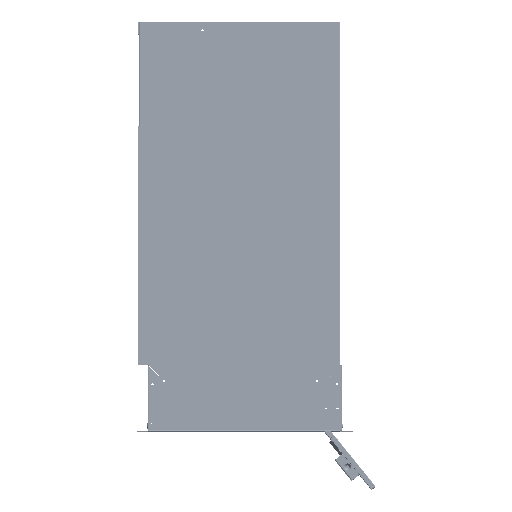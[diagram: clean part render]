
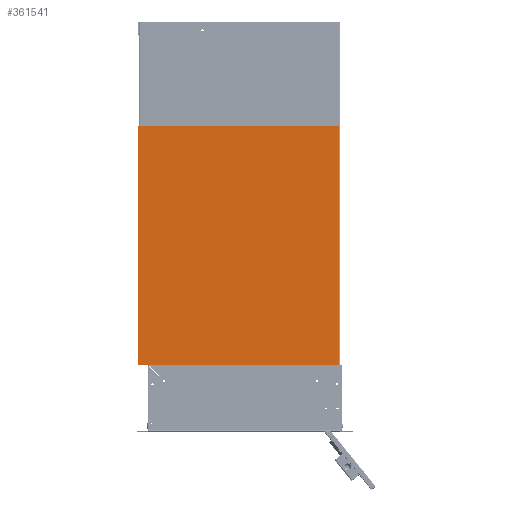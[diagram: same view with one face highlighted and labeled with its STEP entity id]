
A CAD part, top view. The second image highlights one B-rep face of the part: STEP entity #361541.
In plain terms, the highlighted planar face has unit normal (0, 0, 1).
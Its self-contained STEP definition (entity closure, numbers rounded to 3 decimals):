
#10969 = ORIENTED_EDGE ( 'NONE', *, *, #287782, .T. ) ;
#12684 = AXIS2_PLACEMENT_3D ( 'NONE', #402799, #188083, #438938 ) ;
#24788 = CARTESIAN_POINT ( 'NONE',  ( -272.8, -70.8, 127.25 ) ) ;
#27581 = VECTOR ( 'NONE', #423113, 1000. ) ;
#57368 = DIRECTION ( 'NONE',  ( 0., -1., 0. ) ) ;
#64519 = VECTOR ( 'NONE', #454334, 1000. ) ;
#87449 = EDGE_CURVE ( 'NONE', #116396, #178488, #283218, .T. ) ;
#92507 = VECTOR ( 'NONE', #227454, 1000. ) ;
#116396 = VERTEX_POINT ( 'NONE', #368762 ) ;
#139065 = VECTOR ( 'NONE', #57368, 1000. ) ;
#163880 = CARTESIAN_POINT ( 'NONE',  ( -271.6, 249.2, 127.25 ) ) ;
#168882 = FACE_OUTER_BOUND ( 'NONE', #234976, .T. ) ;
#178488 = VERTEX_POINT ( 'NONE', #201357 ) ;
#188083 = DIRECTION ( 'NONE',  ( 0., 0., -1. ) ) ;
#192986 = EDGE_CURVE ( 'NONE', #438171, #391274, #361897, .T. ) ;
#200508 = CARTESIAN_POINT ( 'NONE',  ( -271.6, -70.8, 127.25 ) ) ;
#201357 = CARTESIAN_POINT ( 'NONE',  ( -2., 249.2, 127.25 ) ) ;
#222489 = PLANE ( 'NONE',  #12684 ) ;
#227454 = DIRECTION ( 'NONE',  ( 1., 0., 0. ) ) ;
#234976 = EDGE_LOOP ( 'NONE', ( #268411, #343357, #338721, #10969 ) ) ;
#268411 = ORIENTED_EDGE ( 'NONE', *, *, #192986, .T. ) ;
#283218 = LINE ( 'NONE', #442401, #92507 ) ;
#287782 = EDGE_CURVE ( 'NONE', #116396, #438171, #413670, .T. ) ;
#313665 = LINE ( 'NONE', #318082, #27581 ) ;
#318082 = CARTESIAN_POINT ( 'NONE',  ( -2., 249.2, 127.25 ) ) ;
#338721 = ORIENTED_EDGE ( 'NONE', *, *, #87449, .F. ) ;
#342179 = CARTESIAN_POINT ( 'NONE',  ( -2., -70.8, 127.25 ) ) ;
#343357 = ORIENTED_EDGE ( 'NONE', *, *, #458780, .F. ) ;
#361541 = ADVANCED_FACE ( 'NONE', ( #168882 ), #222489, .F. ) ;
#361897 = LINE ( 'NONE', #24788, #64519 ) ;
#368762 = CARTESIAN_POINT ( 'NONE',  ( -271.6, 249.2, 127.25 ) ) ;
#391274 = VERTEX_POINT ( 'NONE', #342179 ) ;
#402799 = CARTESIAN_POINT ( 'NONE',  ( -272.8, 249.2, 127.25 ) ) ;
#413670 = LINE ( 'NONE', #163880, #139065 ) ;
#423113 = DIRECTION ( 'NONE',  ( 0., -1., 0. ) ) ;
#438171 = VERTEX_POINT ( 'NONE', #200508 ) ;
#438938 = DIRECTION ( 'NONE',  ( -1., 0., 0. ) ) ;
#442401 = CARTESIAN_POINT ( 'NONE',  ( -272.8, 249.2, 127.25 ) ) ;
#454334 = DIRECTION ( 'NONE',  ( 1., 0., 0. ) ) ;
#458780 = EDGE_CURVE ( 'NONE', #178488, #391274, #313665, .T. ) ;
